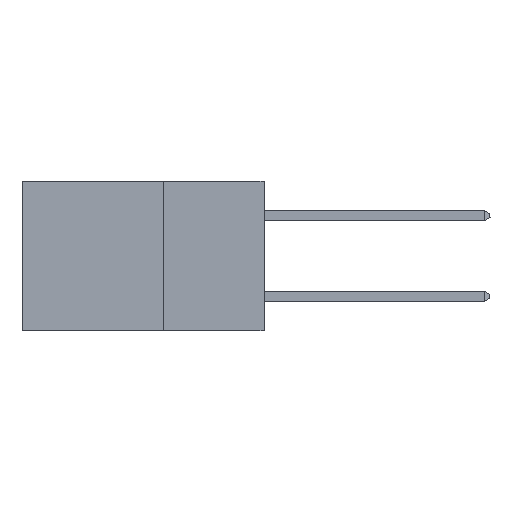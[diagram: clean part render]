
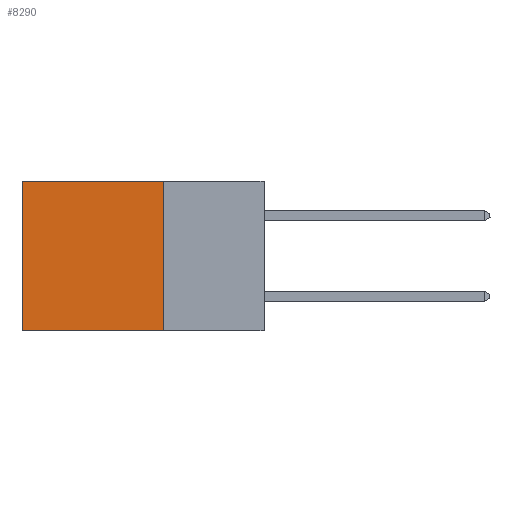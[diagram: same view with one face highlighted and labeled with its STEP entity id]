
A CAD part, left-side view. The second image highlights one B-rep face of the part: STEP entity #8290.
In plain terms, the highlighted planar face has unit normal (-1, 0, 0).
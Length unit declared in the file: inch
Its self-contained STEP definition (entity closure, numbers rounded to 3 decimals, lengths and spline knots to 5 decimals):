
#206 = VECTOR ( 'NONE', #721, 39.37008 ) ;
#222 = VERTEX_POINT ( 'NONE', #1830 ) ;
#721 = DIRECTION ( 'NONE',  ( 0., 1., 0. ) ) ;
#1112 = EDGE_CURVE ( 'NONE', #222, #7655, #1329, .T. ) ;
#1329 = LINE ( 'NONE', #5705, #3216 ) ;
#1552 = ORIENTED_EDGE ( 'NONE', *, *, #1112, .T. ) ;
#1712 = CARTESIAN_POINT ( 'NONE',  ( 0.298, 0.25, -0.37 ) ) ;
#1830 = CARTESIAN_POINT ( 'NONE',  ( 0.298, 0.6, 0. ) ) ;
#2514 = CARTESIAN_POINT ( 'NONE',  ( 0.298, 0.25, 0. ) ) ;
#2807 = DIRECTION ( 'NONE',  ( 1., 0., 0. ) ) ;
#3216 = VECTOR ( 'NONE', #3769, 39.37008 ) ;
#3294 = VECTOR ( 'NONE', #6248, 39.37008 ) ;
#3507 = CARTESIAN_POINT ( 'NONE',  ( 0.298, 0.25, 0. ) ) ;
#3769 = DIRECTION ( 'NONE',  ( 0., 0., -1. ) ) ;
#3772 = DIRECTION ( 'NONE',  ( 0., 0., -1. ) ) ;
#3815 = EDGE_CURVE ( 'NONE', #6335, #222, #5317, .T. ) ;
#4263 = LINE ( 'NONE', #1712, #206 ) ;
#4467 = DIRECTION ( 'NONE',  ( 0., 0., -1. ) ) ;
#5317 = LINE ( 'NONE', #3507, #3294 ) ;
#5509 = EDGE_LOOP ( 'NONE', ( #1552, #7554, #10290, #8397 ) ) ;
#5681 = LINE ( 'NONE', #2514, #6674 ) ;
#5705 = CARTESIAN_POINT ( 'NONE',  ( 0.298, 0.6, 0. ) ) ;
#5715 = CARTESIAN_POINT ( 'NONE',  ( 0.298, 0.25, 0. ) ) ;
#6124 = CARTESIAN_POINT ( 'NONE',  ( 0.298, 0.25, -0.37 ) ) ;
#6248 = DIRECTION ( 'NONE',  ( 0., 1., 0. ) ) ;
#6292 = AXIS2_PLACEMENT_3D ( 'NONE', #8298, #2807, #3772 ) ;
#6335 = VERTEX_POINT ( 'NONE', #5715 ) ;
#6674 = VECTOR ( 'NONE', #4467, 39.37008 ) ;
#6719 = CARTESIAN_POINT ( 'NONE',  ( 0.298, 0.6, -0.37 ) ) ;
#7239 = VERTEX_POINT ( 'NONE', #6124 ) ;
#7554 = ORIENTED_EDGE ( 'NONE', *, *, #11086, .F. ) ;
#7655 = VERTEX_POINT ( 'NONE', #6719 ) ;
#8290 = ADVANCED_FACE ( 'NONE', ( #8616 ), #8343, .F. ) ;
#8298 = CARTESIAN_POINT ( 'NONE',  ( 0.298, 0.25, 0. ) ) ;
#8343 = PLANE ( 'NONE',  #6292 ) ;
#8397 = ORIENTED_EDGE ( 'NONE', *, *, #3815, .T. ) ;
#8616 = FACE_OUTER_BOUND ( 'NONE', #5509, .T. ) ;
#10290 = ORIENTED_EDGE ( 'NONE', *, *, #11822, .F. ) ;
#11086 = EDGE_CURVE ( 'NONE', #7239, #7655, #4263, .T. ) ;
#11822 = EDGE_CURVE ( 'NONE', #6335, #7239, #5681, .T. ) ;
